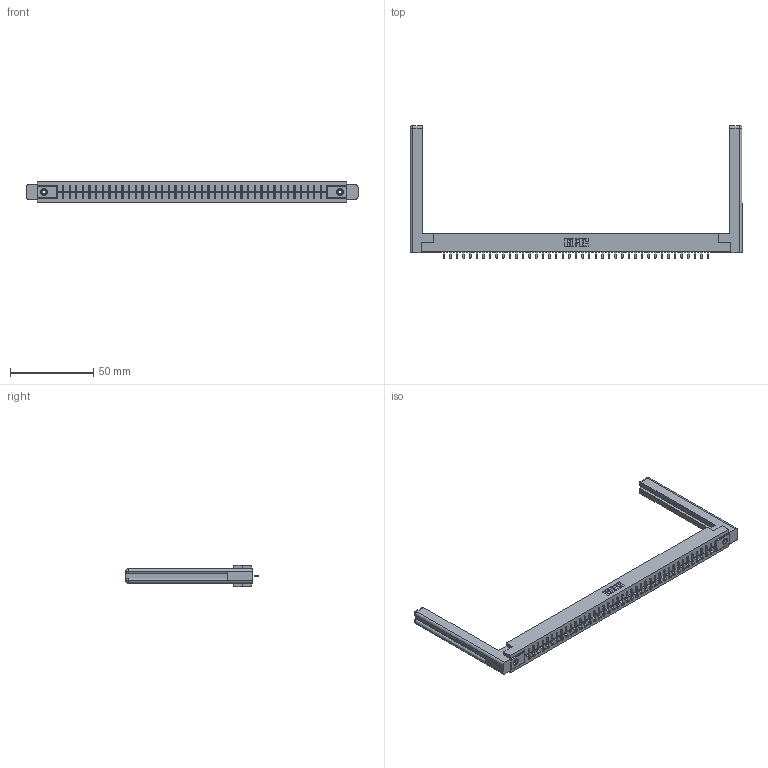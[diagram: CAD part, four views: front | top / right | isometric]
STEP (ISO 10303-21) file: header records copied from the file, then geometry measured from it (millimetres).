
FILE_DESCRIPTION (( 'STEP AP203' ), '1' );
FILE_NAME ('316-041-421-158.STEP', '2020-09-23T07:18:49', ( '' ), ( '' ), 'SwSTEP 2.0', 'SolidWorks 2020', '' );
FILE_SCHEMA (( 'CONFIG_CONTROL_DESIGN' ));
Length unit declared in the file: inch
Products named in the file (5): 307-220-058; 306 Part_.156 Dia; 306-290-001_121; 345-250-001_345-250-001-102; 316-041-421-158
Assembly tree (46 placements, depth 2):
  316-041-421-158
    306 Part_.156 Dia
    306-290-001_121  x41
    345-250-001_345-250-001-102  x2
    307-220-058  x2
Bounding box: 199.09 x 79.53 x 12.7 mm (x, y, z)
Volume: 29034.3 mm3; surface area: 27344.2 mm2
Topology: 46 solids, 46 shells, 3128 faces, 8747 edges, 5598 vertices
Faces by surface type: plane 2079, cylinder 861, sphere 164, cone 12, torus 12
Entity records: 40953 total; most frequent: CARTESIAN_POINT 6885, ORIENTED_EDGE 6768, DIRECTION 6744, EDGE_CURVE 3384, VECTOR 2642, LINE 2642, VERTEX_POINT 2138, AXIS2_PLACEMENT_3D 2051
